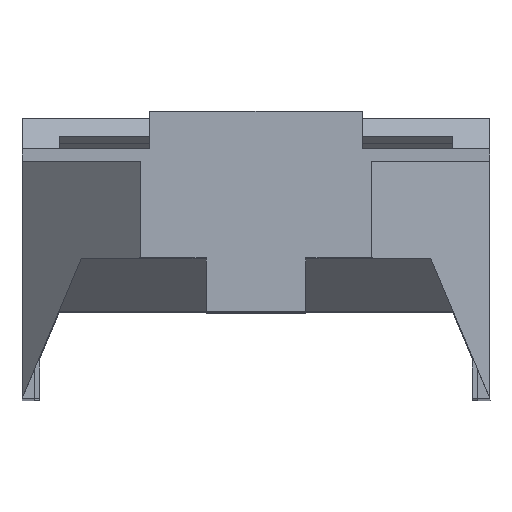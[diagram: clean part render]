
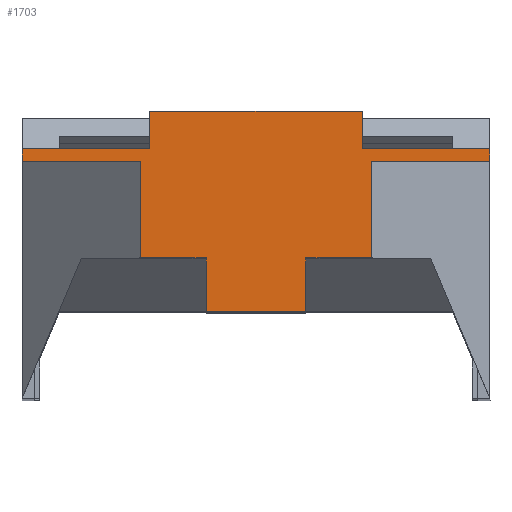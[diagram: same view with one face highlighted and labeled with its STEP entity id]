
A CAD part, top view. The second image highlights one B-rep face of the part: STEP entity #1703.
In plain terms, the highlighted planar face has unit normal (0, 0, 1).
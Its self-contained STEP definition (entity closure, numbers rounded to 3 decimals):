
#219=DIRECTION('',(-1.,0.,0.));
#220=VECTOR('',#219,19.);
#221=CARTESIAN_POINT('',(37.5,38.,79.566));
#222=LINE('',#221,#220);
#247=DIRECTION('',(1.,0.,0.));
#248=VECTOR('',#247,19.);
#249=CARTESIAN_POINT('',(-37.5,38.,79.566));
#250=LINE('',#249,#248);
#263=DIRECTION('',(0.,1.,0.));
#264=VECTOR('',#263,8.5);
#265=CARTESIAN_POINT('',(-8.,14.,79.566));
#266=LINE('',#265,#264);
#267=DIRECTION('',(-1.,0.,0.));
#268=VECTOR('',#267,10.5);
#269=CARTESIAN_POINT('',(-8.,22.5,79.566));
#270=LINE('',#269,#268);
#271=DIRECTION('',(0.,1.,0.));
#272=VECTOR('',#271,15.5);
#273=CARTESIAN_POINT('',(-18.5,22.5,79.566));
#274=LINE('',#273,#272);
#275=DIRECTION('',(0.,-1.,0.));
#276=VECTOR('',#275,2.);
#277=CARTESIAN_POINT('',(-37.5,40.,79.566));
#278=LINE('',#277,#276);
#279=DIRECTION('',(1.,0.,0.));
#280=VECTOR('',#279,20.5);
#281=CARTESIAN_POINT('',(-37.5,40.,79.566));
#282=LINE('',#281,#280);
#283=DIRECTION('',(1.,0.,0.));
#284=VECTOR('',#283,20.5);
#285=CARTESIAN_POINT('',(17.,40.,79.566));
#286=LINE('',#285,#284);
#287=DIRECTION('',(0.,-1.,0.));
#288=VECTOR('',#287,2.);
#289=CARTESIAN_POINT('',(37.5,40.,79.566));
#290=LINE('',#289,#288);
#291=DIRECTION('',(0.,1.,0.));
#292=VECTOR('',#291,15.5);
#293=CARTESIAN_POINT('',(18.5,22.5,79.566));
#294=LINE('',#293,#292);
#295=DIRECTION('',(1.,0.,0.));
#296=VECTOR('',#295,10.5);
#297=CARTESIAN_POINT('',(8.,22.5,79.566));
#298=LINE('',#297,#296);
#299=DIRECTION('',(0.,1.,0.));
#300=VECTOR('',#299,8.5);
#301=CARTESIAN_POINT('',(8.,14.,79.566));
#302=LINE('',#301,#300);
#303=DIRECTION('',(1.,0.,0.));
#304=VECTOR('',#303,16.);
#305=CARTESIAN_POINT('',(-8.,14.,79.566));
#306=LINE('',#305,#304);
#1027=DIRECTION('',(0.,-1.,0.));
#1028=VECTOR('',#1027,6.);
#1029=CARTESIAN_POINT('',(17.,46.,79.566));
#1030=LINE('',#1029,#1028);
#1055=DIRECTION('',(-1.,0.,0.));
#1056=VECTOR('',#1055,34.);
#1057=CARTESIAN_POINT('',(17.,46.,79.566));
#1058=LINE('',#1057,#1056);
#1075=DIRECTION('',(0.,-1.,0.));
#1076=VECTOR('',#1075,6.);
#1077=CARTESIAN_POINT('',(-17.,46.,79.566));
#1078=LINE('',#1077,#1076);
#1246=CARTESIAN_POINT('',(-18.5,38.,79.566));
#1248=VERTEX_POINT('',#1246);
#1253=CARTESIAN_POINT('',(-37.5,38.,79.566));
#1254=VERTEX_POINT('',#1253);
#1257=CARTESIAN_POINT('',(-37.5,40.,79.566));
#1258=VERTEX_POINT('',#1257);
#1262=CARTESIAN_POINT('',(-17.,46.,79.566));
#1264=VERTEX_POINT('',#1262);
#1269=CARTESIAN_POINT('',(-17.,40.,79.566));
#1270=VERTEX_POINT('',#1269);
#1287=CARTESIAN_POINT('',(-18.5,22.5,79.566));
#1289=VERTEX_POINT('',#1287);
#1293=CARTESIAN_POINT('',(-8.,14.,79.566));
#1294=CARTESIAN_POINT('',(-8.,22.5,79.566));
#1295=VERTEX_POINT('',#1293);
#1296=VERTEX_POINT('',#1294);
#1329=CARTESIAN_POINT('',(37.5,38.,79.566));
#1330=CARTESIAN_POINT('',(18.5,38.,79.566));
#1331=VERTEX_POINT('',#1329);
#1332=VERTEX_POINT('',#1330);
#1335=CARTESIAN_POINT('',(37.5,40.,79.566));
#1336=VERTEX_POINT('',#1335);
#1342=CARTESIAN_POINT('',(17.,46.,79.566));
#1344=VERTEX_POINT('',#1342);
#1345=CARTESIAN_POINT('',(17.,40.,79.566));
#1346=VERTEX_POINT('',#1345);
#1361=CARTESIAN_POINT('',(8.,14.,79.566));
#1363=VERTEX_POINT('',#1361);
#1365=CARTESIAN_POINT('',(8.,22.5,79.566));
#1367=VERTEX_POINT('',#1365);
#1417=CARTESIAN_POINT('',(18.5,22.5,79.566));
#1418=VERTEX_POINT('',#1417);
#1666=CARTESIAN_POINT('',(-18.5,0.,79.566));
#1667=DIRECTION('',(0.,0.,1.));
#1668=DIRECTION('',(1.,0.,0.));
#1669=AXIS2_PLACEMENT_3D('',#1666,#1667,#1668);
#1670=PLANE('',#1669);
#1672=ORIENTED_EDGE('',*,*,#1671,.F.);
#1674=ORIENTED_EDGE('',*,*,#1673,.T.);
#1676=ORIENTED_EDGE('',*,*,#1675,.T.);
#1678=ORIENTED_EDGE('',*,*,#1677,.T.);
#1679=ORIENTED_EDGE('',*,*,#1622,.F.);
#1681=ORIENTED_EDGE('',*,*,#1680,.F.);
#1683=ORIENTED_EDGE('',*,*,#1682,.T.);
#1685=ORIENTED_EDGE('',*,*,#1684,.F.);
#1687=ORIENTED_EDGE('',*,*,#1686,.F.);
#1689=ORIENTED_EDGE('',*,*,#1688,.T.);
#1691=ORIENTED_EDGE('',*,*,#1690,.T.);
#1693=ORIENTED_EDGE('',*,*,#1692,.T.);
#1694=ORIENTED_EDGE('',*,*,#1576,.T.);
#1696=ORIENTED_EDGE('',*,*,#1695,.F.);
#1698=ORIENTED_EDGE('',*,*,#1697,.F.);
#1700=ORIENTED_EDGE('',*,*,#1699,.F.);
#1701=EDGE_LOOP('',(#1672,#1674,#1676,#1678,#1679,#1681,#1683,#1685,#1687,#1689,
#1691,#1693,#1694,#1696,#1698,#1700));
#1702=FACE_OUTER_BOUND('',#1701,.F.);
#1576=EDGE_CURVE('',#1331,#1332,#222,.T.);
#1622=EDGE_CURVE('',#1254,#1248,#250,.T.);
#1671=EDGE_CURVE('',#1295,#1363,#306,.T.);
#1673=EDGE_CURVE('',#1295,#1296,#266,.T.);
#1675=EDGE_CURVE('',#1296,#1289,#270,.T.);
#1677=EDGE_CURVE('',#1289,#1248,#274,.T.);
#1680=EDGE_CURVE('',#1258,#1254,#278,.T.);
#1682=EDGE_CURVE('',#1258,#1270,#282,.T.);
#1684=EDGE_CURVE('',#1264,#1270,#1078,.T.);
#1686=EDGE_CURVE('',#1344,#1264,#1058,.T.);
#1688=EDGE_CURVE('',#1344,#1346,#1030,.T.);
#1690=EDGE_CURVE('',#1346,#1336,#286,.T.);
#1692=EDGE_CURVE('',#1336,#1331,#290,.T.);
#1695=EDGE_CURVE('',#1418,#1332,#294,.T.);
#1697=EDGE_CURVE('',#1367,#1418,#298,.T.);
#1699=EDGE_CURVE('',#1363,#1367,#302,.T.);
#1703=ADVANCED_FACE('',(#1702),#1670,.T.);
